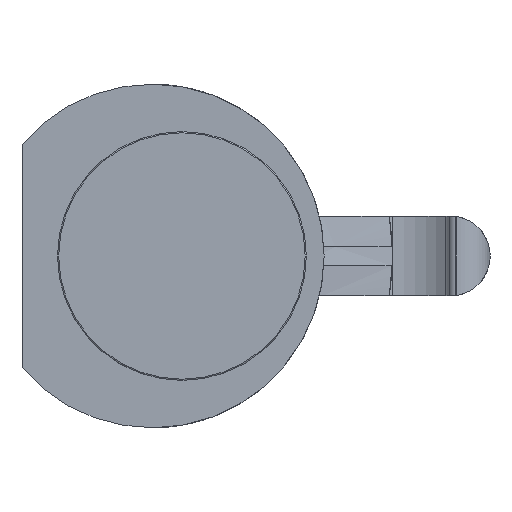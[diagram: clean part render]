
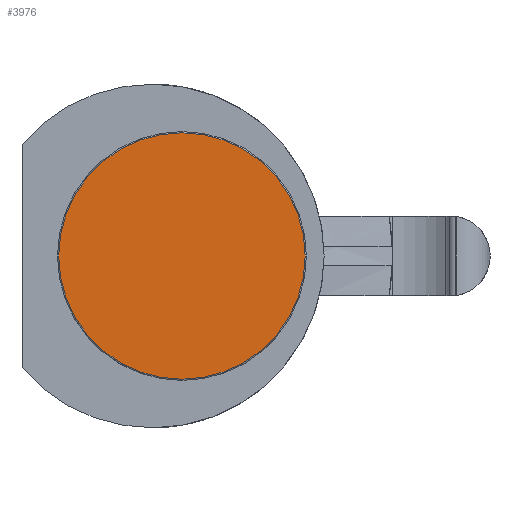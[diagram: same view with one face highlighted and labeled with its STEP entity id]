
A CAD part, left-side view. The second image highlights one B-rep face of the part: STEP entity #3976.
In plain terms, the highlighted planar face has unit normal (-1, 0, 0).
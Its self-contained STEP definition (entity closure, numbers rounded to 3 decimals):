
#1673=CARTESIAN_POINT('',(-53.5,-1.,0.));
#1674=DIRECTION('',(-1.,0.,0.));
#1675=DIRECTION('',(0.,0.,1.));
#1676=AXIS2_PLACEMENT_3D('',#1673,#1674,#1675);
#1678=CARTESIAN_POINT('',(-53.5,-1.,0.));
#1679=DIRECTION('',(-1.,0.,0.));
#1680=DIRECTION('',(0.,0.,-1.));
#1681=AXIS2_PLACEMENT_3D('',#1678,#1679,#1680);
#1783=CARTESIAN_POINT('',(-53.5,-1.,20.8));
#1784=CARTESIAN_POINT('',(-53.5,-1.,-20.8));
#1785=VERTEX_POINT('',#1783);
#1786=VERTEX_POINT('',#1784);
#3967=CARTESIAN_POINT('',(-53.5,-1.,0.));
#3968=DIRECTION('',(1.,0.,0.));
#3969=DIRECTION('',(0.,0.,1.));
#3970=AXIS2_PLACEMENT_3D('',#3967,#3968,#3969);
#3971=PLANE('',#3970);
#3972=ORIENTED_EDGE('',*,*,#3960,.F.);
#3973=ORIENTED_EDGE('',*,*,#3932,.F.);
#3974=EDGE_LOOP('',(#3972,#3973));
#3975=FACE_OUTER_BOUND('',#3974,.F.);
#3976=ADVANCED_FACE('',(#3975),#3971,.F.);
#1677=CIRCLE('',#1676,20.8);
#1682=CIRCLE('',#1681,20.8);
#3932=EDGE_CURVE('',#1786,#1785,#1682,.T.);
#3960=EDGE_CURVE('',#1785,#1786,#1677,.T.);
